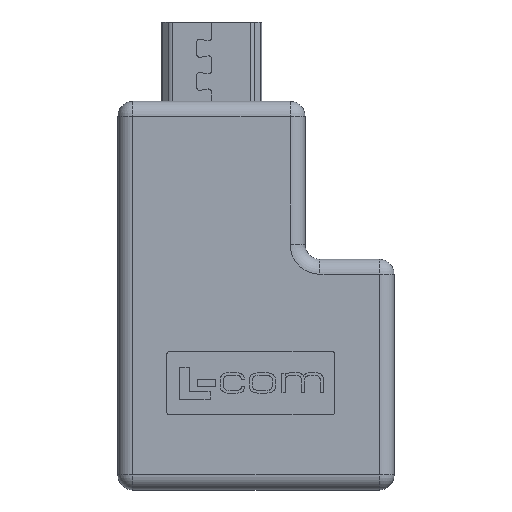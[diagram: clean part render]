
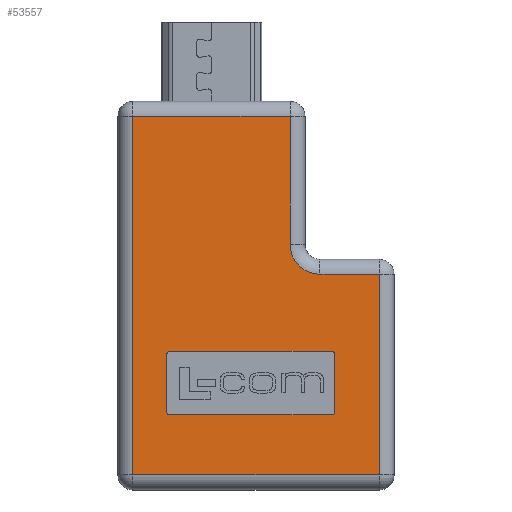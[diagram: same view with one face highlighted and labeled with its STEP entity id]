
A CAD part, top view. The second image highlights one B-rep face of the part: STEP entity #53557.
In plain terms, the highlighted planar face has unit normal (0, 0, 1).
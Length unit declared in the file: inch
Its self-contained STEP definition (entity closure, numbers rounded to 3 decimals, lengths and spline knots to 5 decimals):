
#218 = ORIENTED_EDGE ( 'NONE', *, *, #54835, .F. ) ;
#3037 = DIRECTION ( 'NONE',  ( 0., 1., 0. ) ) ;
#5364 = VECTOR ( 'NONE', #59285, 39.37008 ) ;
#5724 = AXIS2_PLACEMENT_3D ( 'NONE', #10632, #64507, #18397 ) ;
#6120 = EDGE_LOOP ( 'NONE', ( #42028, #8113, #70903, #11516, #218, #30242, #88283 ) ) ;
#7348 = DIRECTION ( 'NONE',  ( 1., 0., 0. ) ) ;
#7739 = VECTOR ( 'NONE', #70972, 39.37008 ) ;
#7758 = LINE ( 'NONE', #82205, #5364 ) ;
#8113 = ORIENTED_EDGE ( 'NONE', *, *, #79265, .T. ) ;
#8224 = VECTOR ( 'NONE', #13362, 39.37008 ) ;
#9404 = LINE ( 'NONE', #81236, #50399 ) ;
#9980 = VECTOR ( 'NONE', #7348, 39.37008 ) ;
#10128 = LINE ( 'NONE', #17065, #7739 ) ;
#10632 = CARTESIAN_POINT ( 'NONE',  ( 0.54, 0.656, 0.174 ) ) ;
#11454 = ORIENTED_EDGE ( 'NONE', *, *, #56080, .F. ) ;
#11516 = ORIENTED_EDGE ( 'NONE', *, *, #72506, .T. ) ;
#11968 = CARTESIAN_POINT ( 'NONE',  ( 0.58, 0.36, 0.174 ) ) ;
#12648 = DIRECTION ( 'NONE',  ( -1., 0., 0. ) ) ;
#13362 = DIRECTION ( 'NONE',  ( 0., -1., 0. ) ) ;
#16153 = LINE ( 'NONE', #32238, #54710 ) ;
#16746 = CARTESIAN_POINT ( 'NONE',  ( 0.57, 0.2, 0.174 ) ) ;
#17065 = CARTESIAN_POINT ( 'NONE',  ( 0., 0.998, 0.174 ) ) ;
#18397 = DIRECTION ( 'NONE',  ( -1., 0., 0. ) ) ;
#19163 = CARTESIAN_POINT ( 'NONE',  ( 0.14, 0.2, 0.174 ) ) ;
#19185 = VECTOR ( 'NONE', #12648, 39.37008 ) ;
#20486 = CARTESIAN_POINT ( 'NONE',  ( 0.58, 0.21, 0.174 ) ) ;
#21641 = CARTESIAN_POINT ( 'NONE',  ( 0., 0., 0.174 ) ) ;
#28237 = DIRECTION ( 'NONE',  ( 0., 1., 0. ) ) ;
#28688 = LINE ( 'NONE', #82754, #8224 ) ;
#29429 = PLANE ( 'NONE',  #92788 ) ;
#29471 = EDGE_CURVE ( 'NONE', #96191, #39127, #77747, .T. ) ;
#30242 = ORIENTED_EDGE ( 'NONE', *, *, #69604, .T. ) ;
#31496 = DIRECTION ( 'NONE',  ( 0., 0., 1. ) ) ;
#32238 = CARTESIAN_POINT ( 'NONE',  ( 0.13, 0.21, 0.174 ) ) ;
#32802 = EDGE_CURVE ( 'NONE', #83556, #97640, #7758, .T. ) ;
#33917 = CARTESIAN_POINT ( 'NONE',  ( 0., 0.576, 0.174 ) ) ;
#35040 = DIRECTION ( 'NONE',  ( 0., 1., 0. ) ) ;
#36266 = DIRECTION ( 'NONE',  ( 0., 0., 1. ) ) ;
#37680 = VERTEX_POINT ( 'NONE', #38229 ) ;
#38229 = CARTESIAN_POINT ( 'NONE',  ( 0.54, 0.576, 0.174 ) ) ;
#38286 = CARTESIAN_POINT ( 'NONE',  ( 0., 0.04, 0.174 ) ) ;
#39024 = CIRCLE ( 'NONE', #72911, 0.01 ) ;
#39115 = DIRECTION ( 'NONE',  ( 0., 0., 1. ) ) ;
#39127 = VERTEX_POINT ( 'NONE', #90844 ) ;
#39608 = CARTESIAN_POINT ( 'NONE',  ( 0.14, 0.37, 0.174 ) ) ;
#39957 = DIRECTION ( 'NONE',  ( 0., -1., 0. ) ) ;
#40704 = DIRECTION ( 'NONE',  ( 0., 0., 1. ) ) ;
#41952 = VERTEX_POINT ( 'NONE', #81765 ) ;
#41977 = DIRECTION ( 'NONE',  ( -1., 0., 0. ) ) ;
#42028 = ORIENTED_EDGE ( 'NONE', *, *, #91815, .T. ) ;
#44463 = AXIS2_PLACEMENT_3D ( 'NONE', #86883, #40704, #94687 ) ;
#45581 = VECTOR ( 'NONE', #3037, 39.37008 ) ;
#46824 = CARTESIAN_POINT ( 'NONE',  ( 0.13, 0.21, 0.174 ) ) ;
#49121 = CARTESIAN_POINT ( 'NONE',  ( 0.698, 0., 0.174 ) ) ;
#49161 = VERTEX_POINT ( 'NONE', #11968 ) ;
#50399 = VECTOR ( 'NONE', #35040, 39.37008 ) ;
#51394 = CARTESIAN_POINT ( 'NONE',  ( 0.57, 0.37, 0.174 ) ) ;
#51913 = EDGE_CURVE ( 'NONE', #98712, #93004, #10128, .T. ) ;
#52355 = DIRECTION ( 'NONE',  ( 0., 0., -1. ) ) ;
#53120 = EDGE_CURVE ( 'NONE', #53416, #49161, #94358, .T. ) ;
#53416 = VERTEX_POINT ( 'NONE', #80340 ) ;
#53557 = ADVANCED_FACE ( 'NONE', ( #78590, #60520 ), #29429, .F. ) ;
#53959 = VERTEX_POINT ( 'NONE', #46824 ) ;
#54710 = VECTOR ( 'NONE', #39957, 39.37008 ) ;
#54835 = EDGE_CURVE ( 'NONE', #82410, #37680, #83128, .T. ) ;
#55163 = CIRCLE ( 'NONE', #92133, 0.01 ) ;
#55687 = LINE ( 'NONE', #33917, #73792 ) ;
#56080 = EDGE_CURVE ( 'NONE', #97640, #53416, #92565, .T. ) ;
#58064 = ORIENTED_EDGE ( 'NONE', *, *, #66985, .F. ) ;
#58825 = EDGE_CURVE ( 'NONE', #39127, #53959, #16153, .T. ) ;
#59285 = DIRECTION ( 'NONE',  ( 1., 0., 0. ) ) ;
#59836 = VERTEX_POINT ( 'NONE', #66038 ) ;
#60353 = ORIENTED_EDGE ( 'NONE', *, *, #29471, .F. ) ;
#60520 = FACE_BOUND ( 'NONE', #87178, .T. ) ;
#62562 = LINE ( 'NONE', #51394, #19185 ) ;
#62932 = CARTESIAN_POINT ( 'NONE',  ( 0.698, 0.04, 0.174 ) ) ;
#64507 = DIRECTION ( 'NONE',  ( 0., 0., 1. ) ) ;
#66038 = CARTESIAN_POINT ( 'NONE',  ( 0.57, 0.37, 0.174 ) ) ;
#66985 = EDGE_CURVE ( 'NONE', #49161, #59836, #39024, .T. ) ;
#68532 = LINE ( 'NONE', #49121, #45581 ) ;
#69604 = EDGE_CURVE ( 'NONE', #82410, #98712, #9404, .T. ) ;
#69841 = VERTEX_POINT ( 'NONE', #70063 ) ;
#70063 = CARTESIAN_POINT ( 'NONE',  ( 0.04, 0.04, 0.174 ) ) ;
#70903 = ORIENTED_EDGE ( 'NONE', *, *, #91587, .T. ) ;
#70972 = DIRECTION ( 'NONE',  ( -1., 0., 0. ) ) ;
#71078 = CARTESIAN_POINT ( 'NONE',  ( 0.46, 0.998, 0.174 ) ) ;
#71454 = LINE ( 'NONE', #38286, #9980 ) ;
#72506 = EDGE_CURVE ( 'NONE', #41952, #37680, #55687, .T. ) ;
#72911 = AXIS2_PLACEMENT_3D ( 'NONE', #82445, #36266, #90207 ) ;
#73792 = VECTOR ( 'NONE', #41977, 39.37008 ) ;
#74659 = CARTESIAN_POINT ( 'NONE',  ( 0.04, 0.998, 0.174 ) ) ;
#75309 = VERTEX_POINT ( 'NONE', #62932 ) ;
#76913 = ORIENTED_EDGE ( 'NONE', *, *, #53120, .F. ) ;
#77692 = CARTESIAN_POINT ( 'NONE',  ( 0.14, 0.21, 0.174 ) ) ;
#77747 = CIRCLE ( 'NONE', #86319, 0.01 ) ;
#78590 = FACE_OUTER_BOUND ( 'NONE', #6120, .T. ) ;
#79265 = EDGE_CURVE ( 'NONE', #69841, #75309, #71454, .T. ) ;
#79324 = ORIENTED_EDGE ( 'NONE', *, *, #96381, .F. ) ;
#80340 = CARTESIAN_POINT ( 'NONE',  ( 0.58, 0.21, 0.174 ) ) ;
#81236 = CARTESIAN_POINT ( 'NONE',  ( 0.46, 0., 0.174 ) ) ;
#81765 = CARTESIAN_POINT ( 'NONE',  ( 0.698, 0.576, 0.174 ) ) ;
#82205 = CARTESIAN_POINT ( 'NONE',  ( 0.57, 0.2, 0.174 ) ) ;
#82410 = VERTEX_POINT ( 'NONE', #83313 ) ;
#82445 = CARTESIAN_POINT ( 'NONE',  ( 0.57, 0.36, 0.174 ) ) ;
#82754 = CARTESIAN_POINT ( 'NONE',  ( 0.04, 0., 0.174 ) ) ;
#83128 = CIRCLE ( 'NONE', #5724, 0.08 ) ;
#83313 = CARTESIAN_POINT ( 'NONE',  ( 0.46, 0.656, 0.174 ) ) ;
#83321 = DIRECTION ( 'NONE',  ( -1., 0., 0. ) ) ;
#83556 = VERTEX_POINT ( 'NONE', #19163 ) ;
#85284 = CARTESIAN_POINT ( 'NONE',  ( 0.14, 0.36, 0.174 ) ) ;
#85393 = DIRECTION ( 'NONE',  ( 1., 0., 0. ) ) ;
#86319 = AXIS2_PLACEMENT_3D ( 'NONE', #85284, #39115, #93076 ) ;
#86883 = CARTESIAN_POINT ( 'NONE',  ( 0.57, 0.21, 0.174 ) ) ;
#87178 = EDGE_LOOP ( 'NONE', ( #96821, #92048, #93826, #60353, #79324, #58064, #76913, #11454 ) ) ;
#88283 = ORIENTED_EDGE ( 'NONE', *, *, #51913, .T. ) ;
#90207 = DIRECTION ( 'NONE',  ( 1., 0., 0. ) ) ;
#90844 = CARTESIAN_POINT ( 'NONE',  ( 0.13, 0.36, 0.174 ) ) ;
#91587 = EDGE_CURVE ( 'NONE', #75309, #41952, #68532, .T. ) ;
#91815 = EDGE_CURVE ( 'NONE', #93004, #69841, #28688, .T. ) ;
#91967 = VECTOR ( 'NONE', #28237, 39.37008 ) ;
#92048 = ORIENTED_EDGE ( 'NONE', *, *, #92072, .F. ) ;
#92072 = EDGE_CURVE ( 'NONE', #53959, #83556, #55163, .T. ) ;
#92133 = AXIS2_PLACEMENT_3D ( 'NONE', #77692, #31496, #85393 ) ;
#92565 = CIRCLE ( 'NONE', #44463, 0.01 ) ;
#92788 = AXIS2_PLACEMENT_3D ( 'NONE', #21641, #52355, #83321 ) ;
#93004 = VERTEX_POINT ( 'NONE', #74659 ) ;
#93076 = DIRECTION ( 'NONE',  ( 1., 0., 0. ) ) ;
#93826 = ORIENTED_EDGE ( 'NONE', *, *, #58825, .F. ) ;
#94358 = LINE ( 'NONE', #20486, #91967 ) ;
#94687 = DIRECTION ( 'NONE',  ( 1., 0., 0. ) ) ;
#96191 = VERTEX_POINT ( 'NONE', #39608 ) ;
#96381 = EDGE_CURVE ( 'NONE', #59836, #96191, #62562, .T. ) ;
#96821 = ORIENTED_EDGE ( 'NONE', *, *, #32802, .F. ) ;
#97640 = VERTEX_POINT ( 'NONE', #16746 ) ;
#98712 = VERTEX_POINT ( 'NONE', #71078 ) ;
